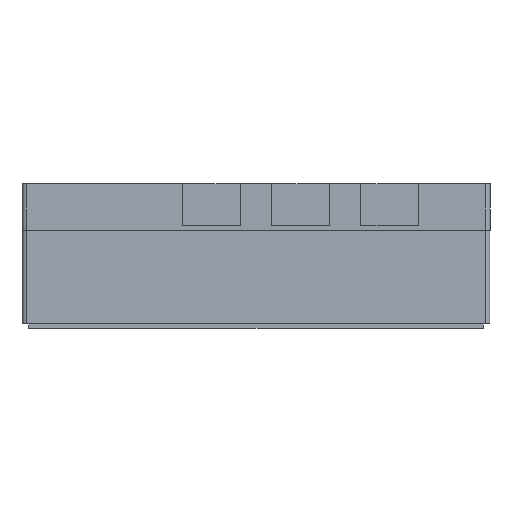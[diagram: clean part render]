
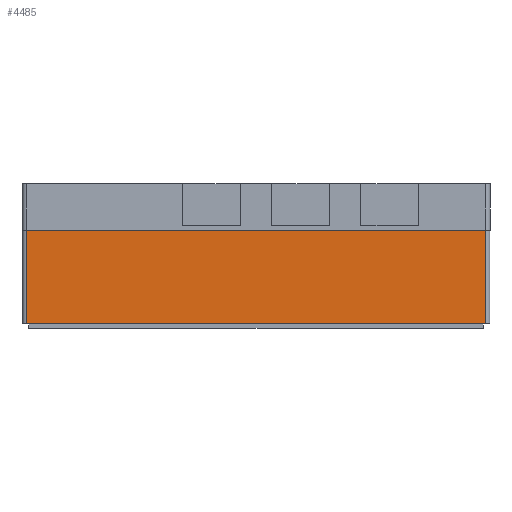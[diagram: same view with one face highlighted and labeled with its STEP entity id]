
A CAD part, front view. The second image highlights one B-rep face of the part: STEP entity #4485.
In plain terms, the highlighted planar face has unit normal (0, -1, 0).
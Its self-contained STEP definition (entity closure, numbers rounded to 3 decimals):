
#69 = AXIS2_PLACEMENT_3D ( 'NONE', #621, #601, #597 ) ;
#307 = VECTOR ( 'NONE', #1242, 1000. ) ;
#315 = LINE ( 'NONE', #1281, #332 ) ;
#316 = LINE ( 'NONE', #816, #307 ) ;
#332 = VECTOR ( 'NONE', #1256, 1000. ) ;
#570 = ORIENTED_EDGE ( 'NONE', *, *, #2641, .T. ) ;
#597 = DIRECTION ( 'NONE',  ( 0., 0., 1. ) ) ;
#601 = DIRECTION ( 'NONE',  ( 0., 1., 0. ) ) ;
#604 = PLANE ( 'NONE',  #69 ) ;
#621 = CARTESIAN_POINT ( 'NONE',  ( -52.5, -36.5, 21. ) ) ;
#709 = VECTOR ( 'NONE', #4038, 1000. ) ;
#729 = LINE ( 'NONE', #3291, #709 ) ;
#816 = CARTESIAN_POINT ( 'NONE',  ( 51.5, -36.5, 21. ) ) ;
#998 = CARTESIAN_POINT ( 'NONE',  ( -51.5, -36.5, 21. ) ) ;
#1031 = VECTOR ( 'NONE', #4464, 1000. ) ;
#1043 = LINE ( 'NONE', #4482, #1031 ) ;
#1242 = DIRECTION ( 'NONE',  ( 0., 0., 1. ) ) ;
#1256 = DIRECTION ( 'NONE',  ( 0., 0., -1. ) ) ;
#1281 = CARTESIAN_POINT ( 'NONE',  ( -51.5, -36.5, 21. ) ) ;
#1849 = CARTESIAN_POINT ( 'NONE',  ( 51.5, -36.5, 21. ) ) ;
#2304 = EDGE_LOOP ( 'NONE', ( #2655, #4134, #570, #3015 ) ) ;
#2324 = CARTESIAN_POINT ( 'NONE',  ( 51.5, -36.5, 0. ) ) ;
#2641 = EDGE_CURVE ( 'NONE', #3219, #3793, #1043, .T. ) ;
#2655 = ORIENTED_EDGE ( 'NONE', *, *, #2829, .F. ) ;
#2829 = EDGE_CURVE ( 'NONE', #3049, #2954, #729, .T. ) ;
#2954 = VERTEX_POINT ( 'NONE', #1849 ) ;
#3015 = ORIENTED_EDGE ( 'NONE', *, *, #3028, .T. ) ;
#3023 = EDGE_CURVE ( 'NONE', #3049, #3219, #315, .T. ) ;
#3028 = EDGE_CURVE ( 'NONE', #3793, #2954, #316, .T. ) ;
#3049 = VERTEX_POINT ( 'NONE', #998 ) ;
#3219 = VERTEX_POINT ( 'NONE', #4252 ) ;
#3237 = FACE_OUTER_BOUND ( 'NONE', #2304, .T. ) ;
#3291 = CARTESIAN_POINT ( 'NONE',  ( -52.5, -36.5, 21. ) ) ;
#3793 = VERTEX_POINT ( 'NONE', #2324 ) ;
#4038 = DIRECTION ( 'NONE',  ( 1., 0., 0. ) ) ;
#4134 = ORIENTED_EDGE ( 'NONE', *, *, #3023, .T. ) ;
#4252 = CARTESIAN_POINT ( 'NONE',  ( -51.5, -36.5, 0. ) ) ;
#4464 = DIRECTION ( 'NONE',  ( 1., 0., 0. ) ) ;
#4482 = CARTESIAN_POINT ( 'NONE',  ( -52.5, -36.5, 0. ) ) ;
#4485 = ADVANCED_FACE ( 'NONE', ( #3237 ), #604, .F. ) ;
